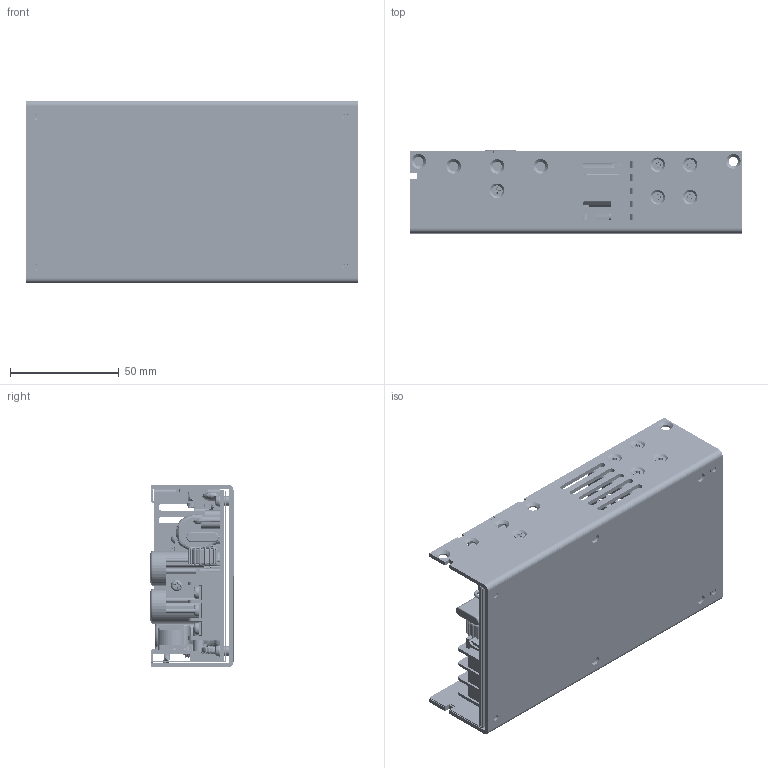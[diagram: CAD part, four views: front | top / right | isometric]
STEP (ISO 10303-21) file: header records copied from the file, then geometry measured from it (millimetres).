
FILE_DESCRIPTION (( 'STEP AP214' ), '1' );
FILE_NAME ('MPD-810H成品圖-1060908..STEP', '2017-09-12T01:08:15', ( 'user' ), ( 'SYNNEX' ), 'SwSTEP 2.0', 'SolidWorks 2008', '' );
FILE_SCHEMA (( 'AUTOMOTIVE_DESIGN' ));
Length unit declared in the file: millimetre
Products named in the file (44): Electrolitic Capacitor Radial 16x32; Electrolitic Capacitor Radial 12.6x29.5; Electrolitic Capacitor Radial 12.6x25; CORE_3-; M3x5mm十字螺絲; M3x10L螺絲(頭徑5.0-碩品)G75A1100422(M-B007-01-S); CORE LF2; R128_預設; DFM-MPT01 晶體固定片-1060911_預設; TO-220HS(980122-1); MPD-810H-B4 固定片-1060911_預設; 電晶體 105,04,14; (參考)CY1-1060908; Electrolitic Capacitor Radial 8x16; MPD-810H L3-1060911; Axial0_4_3K3(980119); MPD-810H Axial0_4_10K; VR(參考); CORE_2-_預設; MPD-810H UZ1-1060911; Electrolitic Capacitor Radial (6.5X12); Electrolitic Capacitor Radial (5X11.8); MPD-810H 6610230701(M-B023-01-J)_預設; MPD-810H成品圖-1060908.; MPD-810H銅柱 6610230701(M-B023-01-J); MPD-810H-B4 絕緣片; MPD-810H銅柱-1 6610230701(M-B023-01-J); MPD-810H散熱片(DFM0MPT01); 14 PIN插座960620; MPD-810H PCBªO-1060908_¹w³]; 鋁擠型 G6620080201加散熱片_預設; 3 PIN插座 PCB板和其他零件; MPD-810H變壓器; MPD-810H 電感(CORE); 3 PIN插座(螺絲)960620; 2 PIN插座960620
Assembly tree (58 placements, depth 3):
  MPD-810H成品圖-1060908.
    CORE_2-_預設  x2
    MPD-810H 電感(CORE)
    Electrolitic Capacitor Radial (5X11.8)
    (參考)CY1-1060908  x4
    14 PIN插座960620
    Electrolitic Capacitor Radial 16x32
    Electrolitic Capacitor Radial 8x16
    2 PIN插座960620  x2
    電晶體 105,04,14
    M3x5mm十字螺絲  x4
    MPD-810H變壓器
    MPD-810H Axial0_4_10K  x7
    VR(參考)
    MPD-810H L3-1060911  x2
    MPD-810H PCBªO-1060908_¹w³]
    MPD-810H-B4 固定片-1060911_預設
    Electrolitic Capacitor Radial (6.5X12)
    MPD-810H-B4 絕緣片
    MPD-810H UZ1-1060911
    鋁擠型 G6620080201加散熱片_預設
    Electrolitic Capacitor Radial 12.6x25
    Electrolitic Capacitor Radial 12.6x29.5
    MPD-810H散熱片(DFM0MPT01)
    CORE_3-
    3 PIN插座(螺絲)960620
    3 PIN插座 PCB板和其他零件
    DFM-MPT01 晶體固定片-1060911_預設
    Electrolitic Capacitor Radial 12.6x25
    MPD-810H 6610230701(M-B023-01-J)_預設
      MPD-810H銅柱 6610230701(M-B023-01-J)
      MPD-810H銅柱 6610230701(M-B023-01-J)
      MPD-810H銅柱 6610230701(M-B023-01-J)
      MPD-810H銅柱 6610230701(M-B023-01-J)
      MPD-810H 6610230701(M-B023-01-J)_預設
    TO-220HS(980122-1)
    Electrolitic Capacitor Radial 12.6x25
    Electrolitic Capacitor Radial 16x32
    M3x10L螺絲(頭徑5.0-碩品)G75A1100422(M-B007-01-S)  x2
    CORE LF2
    TO-220HS(980122-1)
    Axial0_4_3K3(980119)
    R128_預設
  MPD-810H銅柱-1 6610230701(M-B023-01-J)
Bounding box: 152.4 x 38.1 x 83.8 mm (x, y, z)
Volume: 164444.9 mm3; surface area: 166600.5 mm2
Topology: 60 solids, 60 shells, 6739 faces, 20104 edges, 12869 vertices
Faces by surface type: cylinder 2104, plane 2093, bspline 1741, torus 657, cone 144
Entity records: 237311 total; most frequent: CARTESIAN_POINT 100098, ORIENTED_EDGE 30458, DIRECTION 23584, EDGE_CURVE 15229, VERTEX_POINT 9766, AXIS2_PLACEMENT_3D 8548, VECTOR 6488, LINE 6488
